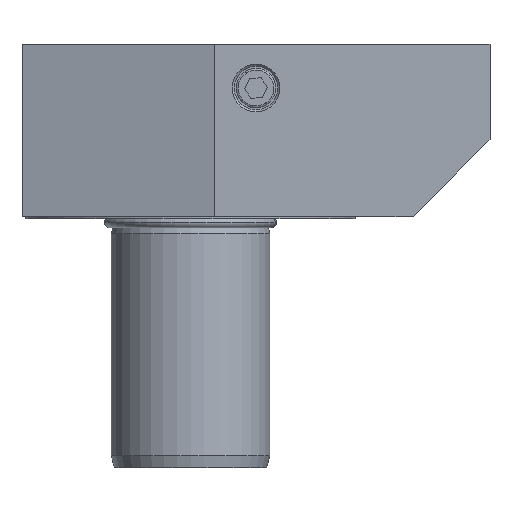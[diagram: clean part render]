
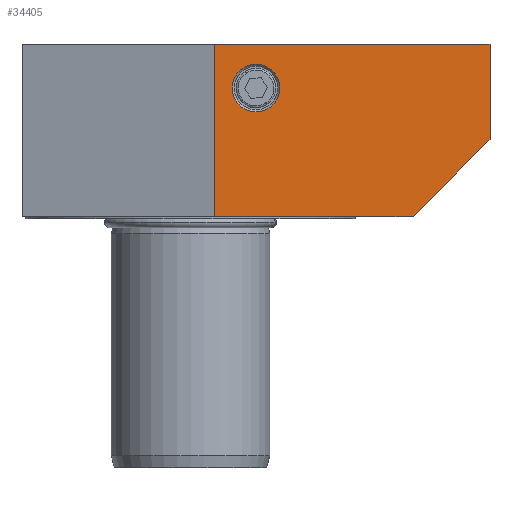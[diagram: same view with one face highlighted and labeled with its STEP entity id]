
A CAD part, front view. The second image highlights one B-rep face of the part: STEP entity #34405.
In plain terms, the highlighted planar face has unit normal (0, -1, 0).
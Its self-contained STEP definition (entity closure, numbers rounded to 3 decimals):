
#11115 = EDGE_CURVE ( 'NONE', #46762, #46780, #31228, .T. ) ;
#11188 = EDGE_CURVE ( 'NONE', #46767, #46803, #31438, .T. ) ;
#11197 = EDGE_CURVE ( 'NONE', #49432, #49504, #31465, .T. ) ;
#11201 = EDGE_CURVE ( 'NONE', #46762, #46784, #31456, .T. ) ;
#11223 = EDGE_CURVE ( 'NONE', #46780, #46767, #31528, .T. ) ;
#11231 = EDGE_CURVE ( 'NONE', #46784, #46803, #31540, .T. ) ;
#16875 = CARTESIAN_POINT ( 'NONE',  ( -42.5, -48., 44. ) ) ;
#16892 = DIRECTION ( 'NONE',  ( 0., 0., 1. ) ) ;
#16896 = PLANE ( 'NONE',  #45108 ) ;
#16898 = DIRECTION ( 'NONE',  ( 0., 1., 0. ) ) ;
#22077 = CIRCLE ( 'NONE', #27968, 6. ) ;
#24611 = AXIS2_PLACEMENT_3D ( 'NONE', #51489, #51472, #51476 ) ;
#27350 = DIRECTION ( 'NONE',  ( 0., 0., 1. ) ) ;
#27361 = CARTESIAN_POINT ( 'NONE',  ( 6.017, -48., -62.701 ) ) ;
#27968 = AXIS2_PLACEMENT_3D ( 'NONE', #33405, #33408, #33382 ) ;
#29998 = CARTESIAN_POINT ( 'NONE',  ( 75.5, -48., 20. ) ) ;
#30010 = CARTESIAN_POINT ( 'NONE',  ( 6.017, -48., 44. ) ) ;
#30013 = CARTESIAN_POINT ( 'NONE',  ( 56.1, -48., 0.6 ) ) ;
#30020 = CARTESIAN_POINT ( 'NONE',  ( 6.017, -48., 0.6 ) ) ;
#30034 = CARTESIAN_POINT ( 'NONE',  ( 75.5, -48., 44. ) ) ;
#30498 = CARTESIAN_POINT ( 'NONE',  ( 16.5, -48., 27. ) ) ;
#30542 = CARTESIAN_POINT ( 'NONE',  ( 16.5, -48., 39. ) ) ;
#31228 = LINE ( 'NONE', #27361, #31249 ) ;
#31249 = VECTOR ( 'NONE', #27350, 1000. ) ;
#31438 = LINE ( 'NONE', #51429, #31512 ) ;
#31456 = LINE ( 'NONE', #51531, #31489 ) ;
#31465 = CIRCLE ( 'NONE', #24611, 6. ) ;
#31489 = VECTOR ( 'NONE', #51537, 1000. ) ;
#31512 = VECTOR ( 'NONE', #51502, 1000. ) ;
#31528 = LINE ( 'NONE', #51696, #31530 ) ;
#31530 = VECTOR ( 'NONE', #51734, 1000. ) ;
#31540 = LINE ( 'NONE', #51727, #31550 ) ;
#31550 = VECTOR ( 'NONE', #51682, 1000. ) ;
#33382 = DIRECTION ( 'NONE',  ( 0., 0., 1. ) ) ;
#33405 = CARTESIAN_POINT ( 'NONE',  ( 16.5, -48., 33. ) ) ;
#33408 = DIRECTION ( 'NONE',  ( 0., 1., 0. ) ) ;
#34405 = ADVANCED_FACE ( 'NONE', ( #84060, #84016 ), #16896, .F. ) ;
#36850 = ORIENTED_EDGE ( 'NONE', *, *, #88597, .T. ) ;
#36912 = ORIENTED_EDGE ( 'NONE', *, *, #11223, .F. ) ;
#36916 = ORIENTED_EDGE ( 'NONE', *, *, #11201, .T. ) ;
#36981 = ORIENTED_EDGE ( 'NONE', *, *, #11231, .T. ) ;
#36983 = ORIENTED_EDGE ( 'NONE', *, *, #11188, .F. ) ;
#36991 = ORIENTED_EDGE ( 'NONE', *, *, #11115, .F. ) ;
#37027 = ORIENTED_EDGE ( 'NONE', *, *, #11197, .T. ) ;
#45108 = AXIS2_PLACEMENT_3D ( 'NONE', #16875, #16898, #16892 ) ;
#46762 = VERTEX_POINT ( 'NONE', #30020 ) ;
#46767 = VERTEX_POINT ( 'NONE', #30034 ) ;
#46780 = VERTEX_POINT ( 'NONE', #30010 ) ;
#46784 = VERTEX_POINT ( 'NONE', #30013 ) ;
#46803 = VERTEX_POINT ( 'NONE', #29998 ) ;
#49432 = VERTEX_POINT ( 'NONE', #30542 ) ;
#49504 = VERTEX_POINT ( 'NONE', #30498 ) ;
#51429 = CARTESIAN_POINT ( 'NONE',  ( 75.5, -48., 44. ) ) ;
#51472 = DIRECTION ( 'NONE',  ( 0., 1., 0. ) ) ;
#51476 = DIRECTION ( 'NONE',  ( 0., 0., 1. ) ) ;
#51489 = CARTESIAN_POINT ( 'NONE',  ( 16.5, -48., 33. ) ) ;
#51502 = DIRECTION ( 'NONE',  ( 0., 0., -1. ) ) ;
#51531 = CARTESIAN_POINT ( 'NONE',  ( -42.5, -48., 0.6 ) ) ;
#51537 = DIRECTION ( 'NONE',  ( 1., 0., 0. ) ) ;
#51682 = DIRECTION ( 'NONE',  ( 0.707, 0., 0.707 ) ) ;
#51696 = CARTESIAN_POINT ( 'NONE',  ( -42.5, -48., 44. ) ) ;
#51727 = CARTESIAN_POINT ( 'NONE',  ( 75.5, -48., 20. ) ) ;
#51734 = DIRECTION ( 'NONE',  ( 1., 0., 0. ) ) ;
#60505 = EDGE_LOOP ( 'NONE', ( #36916, #36981, #36983, #36912, #36991 ) ) ;
#60560 = EDGE_LOOP ( 'NONE', ( #36850, #37027 ) ) ;
#84016 = FACE_OUTER_BOUND ( 'NONE', #60505, .T. ) ;
#84060 = FACE_BOUND ( 'NONE', #60560, .T. ) ;
#88597 = EDGE_CURVE ( 'NONE', #49504, #49432, #22077, .T. ) ;
